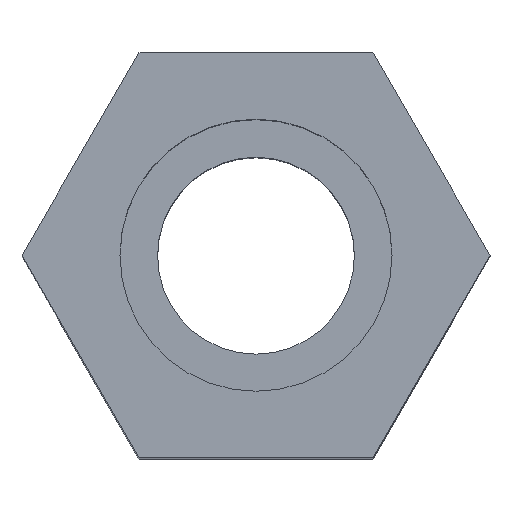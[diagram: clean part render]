
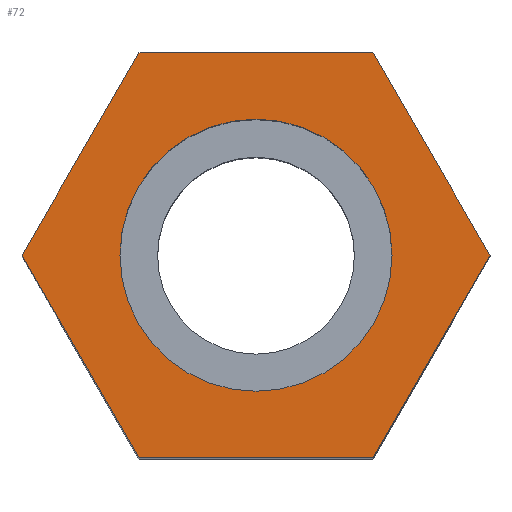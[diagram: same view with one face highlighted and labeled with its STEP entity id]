
A CAD part, top view. The second image highlights one B-rep face of the part: STEP entity #72.
In plain terms, the highlighted planar face has unit normal (0, 0, 1).
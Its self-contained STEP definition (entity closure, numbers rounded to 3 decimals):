
#6 = DIRECTION ( 'NONE',  ( -1., 0., 0. ) ) ;
#8 = DIRECTION ( 'NONE',  ( -0.5, -0.866, 0. ) ) ;
#11 = CARTESIAN_POINT ( 'NONE',  ( 0., 0., 15.8 ) ) ;
#24 = LINE ( 'NONE', #57, #472 ) ;
#25 = ORIENTED_EDGE ( 'NONE', *, *, #191, .T. ) ;
#32 = LINE ( 'NONE', #452, #366 ) ;
#52 = ORIENTED_EDGE ( 'NONE', *, *, #396, .T. ) ;
#57 = CARTESIAN_POINT ( 'NONE',  ( -4.041, 0., 15.8 ) ) ;
#72 = ADVANCED_FACE ( 'NONE', ( #463, #210 ), #387, .T. ) ;
#73 = ORIENTED_EDGE ( 'NONE', *, *, #346, .T. ) ;
#77 = ORIENTED_EDGE ( 'NONE', *, *, #183, .T. ) ;
#78 = VECTOR ( 'NONE', #380, 1000. ) ;
#86 = VECTOR ( 'NONE', #408, 1000. ) ;
#97 = CARTESIAN_POINT ( 'NONE',  ( -4.041, 0., 15.8 ) ) ;
#98 = VERTEX_POINT ( 'NONE', #381 ) ;
#110 = LINE ( 'NONE', #372, #482 ) ;
#120 = CARTESIAN_POINT ( 'NONE',  ( 0., 0., 15.8 ) ) ;
#121 = VERTEX_POINT ( 'NONE', #97 ) ;
#122 = AXIS2_PLACEMENT_3D ( 'NONE', #504, #298, #292 ) ;
#136 = VERTEX_POINT ( 'NONE', #179 ) ;
#177 = VERTEX_POINT ( 'NONE', #228 ) ;
#179 = CARTESIAN_POINT ( 'NONE',  ( -2.35, 0., 15.8 ) ) ;
#183 = EDGE_CURVE ( 'NONE', #336, #326, #276, .T. ) ;
#191 = EDGE_CURVE ( 'NONE', #121, #476, #24, .T. ) ;
#194 = CARTESIAN_POINT ( 'NONE',  ( 4.041, 0., 15.8 ) ) ;
#197 = VERTEX_POINT ( 'NONE', #437 ) ;
#204 = DIRECTION ( 'NONE',  ( -1., 0., 0. ) ) ;
#206 = CARTESIAN_POINT ( 'NONE',  ( -2.021, -3.5, 15.8 ) ) ;
#209 = LINE ( 'NONE', #385, #216 ) ;
#210 = FACE_OUTER_BOUND ( 'NONE', #510, .T. ) ;
#216 = VECTOR ( 'NONE', #8, 1000. ) ;
#228 = CARTESIAN_POINT ( 'NONE',  ( 2.35, 0., 15.8 ) ) ;
#243 = LINE ( 'NONE', #533, #78 ) ;
#246 = CIRCLE ( 'NONE', #340, 2.35 ) ;
#268 = ORIENTED_EDGE ( 'NONE', *, *, #371, .T. ) ;
#274 = CARTESIAN_POINT ( 'NONE',  ( 2.021, -3.5, 15.8 ) ) ;
#276 = LINE ( 'NONE', #489, #86 ) ;
#287 = ORIENTED_EDGE ( 'NONE', *, *, #428, .T. ) ;
#292 = DIRECTION ( 'NONE',  ( -1., 0., 0. ) ) ;
#298 = DIRECTION ( 'NONE',  ( 0., 0., -1. ) ) ;
#314 = EDGE_LOOP ( 'NONE', ( #268, #400 ) ) ;
#326 = VERTEX_POINT ( 'NONE', #194 ) ;
#336 = VERTEX_POINT ( 'NONE', #274 ) ;
#339 = DIRECTION ( 'NONE',  ( 0., 0., 1. ) ) ;
#340 = AXIS2_PLACEMENT_3D ( 'NONE', #120, #500, #6 ) ;
#346 = EDGE_CURVE ( 'NONE', #326, #197, #110, .T. ) ;
#364 = ORIENTED_EDGE ( 'NONE', *, *, #486, .T. ) ;
#366 = VECTOR ( 'NONE', #204, 1000. ) ;
#371 = EDGE_CURVE ( 'NONE', #177, #136, #246, .T. ) ;
#372 = CARTESIAN_POINT ( 'NONE',  ( 4.041, 0., 15.8 ) ) ;
#380 = DIRECTION ( 'NONE',  ( 1., 0., 0. ) ) ;
#381 = CARTESIAN_POINT ( 'NONE',  ( -2.021, 3.5, 15.8 ) ) ;
#385 = CARTESIAN_POINT ( 'NONE',  ( -2.021, 3.5, 15.8 ) ) ;
#387 = PLANE ( 'NONE',  #421 ) ;
#396 = EDGE_CURVE ( 'NONE', #197, #98, #32, .T. ) ;
#397 = DIRECTION ( 'NONE',  ( 0.5, -0.866, 0. ) ) ;
#400 = ORIENTED_EDGE ( 'NONE', *, *, #438, .T. ) ;
#408 = DIRECTION ( 'NONE',  ( 0.5, 0.866, 0. ) ) ;
#421 = AXIS2_PLACEMENT_3D ( 'NONE', #11, #339, #460 ) ;
#428 = EDGE_CURVE ( 'NONE', #476, #336, #243, .T. ) ;
#437 = CARTESIAN_POINT ( 'NONE',  ( 2.021, 3.5, 15.8 ) ) ;
#438 = EDGE_CURVE ( 'NONE', #136, #177, #501, .T. ) ;
#452 = CARTESIAN_POINT ( 'NONE',  ( 2.021, 3.5, 15.8 ) ) ;
#460 = DIRECTION ( 'NONE',  ( 1., 0., 0. ) ) ;
#463 = FACE_BOUND ( 'NONE', #314, .T. ) ;
#472 = VECTOR ( 'NONE', #397, 1000. ) ;
#476 = VERTEX_POINT ( 'NONE', #206 ) ;
#482 = VECTOR ( 'NONE', #530, 1000. ) ;
#486 = EDGE_CURVE ( 'NONE', #98, #121, #209, .T. ) ;
#489 = CARTESIAN_POINT ( 'NONE',  ( 2.021, -3.5, 15.8 ) ) ;
#500 = DIRECTION ( 'NONE',  ( 0., 0., -1. ) ) ;
#501 = CIRCLE ( 'NONE', #122, 2.35 ) ;
#504 = CARTESIAN_POINT ( 'NONE',  ( 0., 0., 15.8 ) ) ;
#510 = EDGE_LOOP ( 'NONE', ( #287, #77, #73, #52, #364, #25 ) ) ;
#530 = DIRECTION ( 'NONE',  ( -0.5, 0.866, 0. ) ) ;
#533 = CARTESIAN_POINT ( 'NONE',  ( -2.021, -3.5, 15.8 ) ) ;
